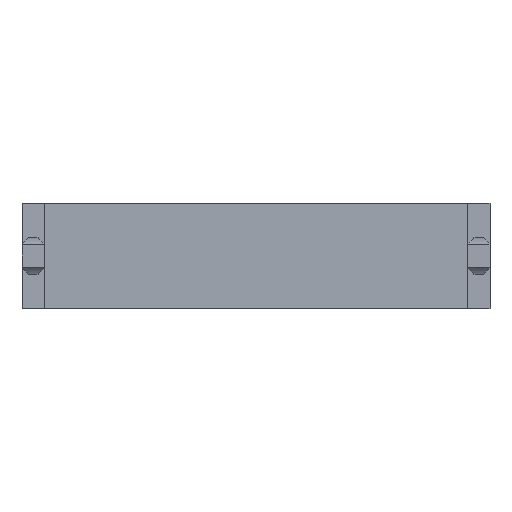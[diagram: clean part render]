
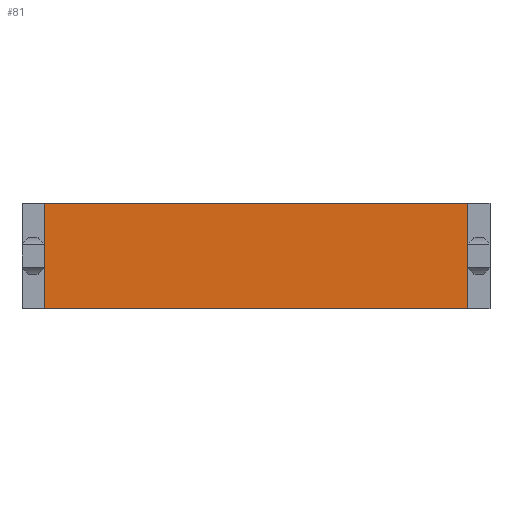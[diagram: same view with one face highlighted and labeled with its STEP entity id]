
A CAD part, front view. The second image highlights one B-rep face of the part: STEP entity #81.
In plain terms, the highlighted planar face has unit normal (0, -1, 0).
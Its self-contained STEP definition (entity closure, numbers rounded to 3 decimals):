
#81=ADVANCED_FACE('',(#159),#160,.T.);
#159=FACE_OUTER_BOUND('',#243,.T.);
#160=PLANE('',#244);
#243=EDGE_LOOP('',(#558,#559,#560,#561));
#244=AXIS2_PLACEMENT_3D('',#562,#563,#564);
#558=ORIENTED_EDGE('',*,*,#683,.T.);
#559=ORIENTED_EDGE('',*,*,#700,.F.);
#560=ORIENTED_EDGE('',*,*,#710,.F.);
#561=ORIENTED_EDGE('',*,*,#644,.T.);
#562=CARTESIAN_POINT('',(-9.655,22.77,-2.4));
#563=DIRECTION('',(0.0,-1.0,0.0));
#564=DIRECTION('',(0.0,0.0,-1.0));
#644=EDGE_CURVE('',#786,#784,#787,.T.);
#683=EDGE_CURVE('',#784,#851,#853,.T.);
#700=EDGE_CURVE('',#877,#851,#879,.T.);
#710=EDGE_CURVE('',#786,#877,#892,.T.);
#784=VERTEX_POINT('',#1096);
#786=VERTEX_POINT('',#1099);
#787=LINE('',#1100,#1101);
#851=VERTEX_POINT('',#1271);
#853=LINE('',#1274,#1275);
#877=VERTEX_POINT('',#1337);
#879=LINE('',#1340,#1341);
#892=LINE('',#1363,#1364);
#1096=CARTESIAN_POINT('',(9.655,22.77,-2.4));
#1099=CARTESIAN_POINT('',(-9.655,22.77,-2.4));
#1100=CARTESIAN_POINT('',(-9.655,22.77,-2.4));
#1101=VECTOR('',#1428,19.31);
#1271=CARTESIAN_POINT('',(9.655,22.77,2.4));
#1274=CARTESIAN_POINT('',(9.655,22.77,-2.4));
#1275=VECTOR('',#1473,4.8);
#1337=CARTESIAN_POINT('',(-9.655,22.77,2.4));
#1340=CARTESIAN_POINT('',(-9.655,22.77,2.4));
#1341=VECTOR('',#1492,19.31);
#1363=CARTESIAN_POINT('',(-9.655,22.77,-2.4));
#1364=VECTOR('',#1502,4.8);
#1428=DIRECTION('',(1.0,0.0,0.0));
#1473=DIRECTION('',(0.0,0.0,1.0));
#1492=DIRECTION('',(1.0,0.0,0.0));
#1502=DIRECTION('',(0.0,0.0,1.0));
